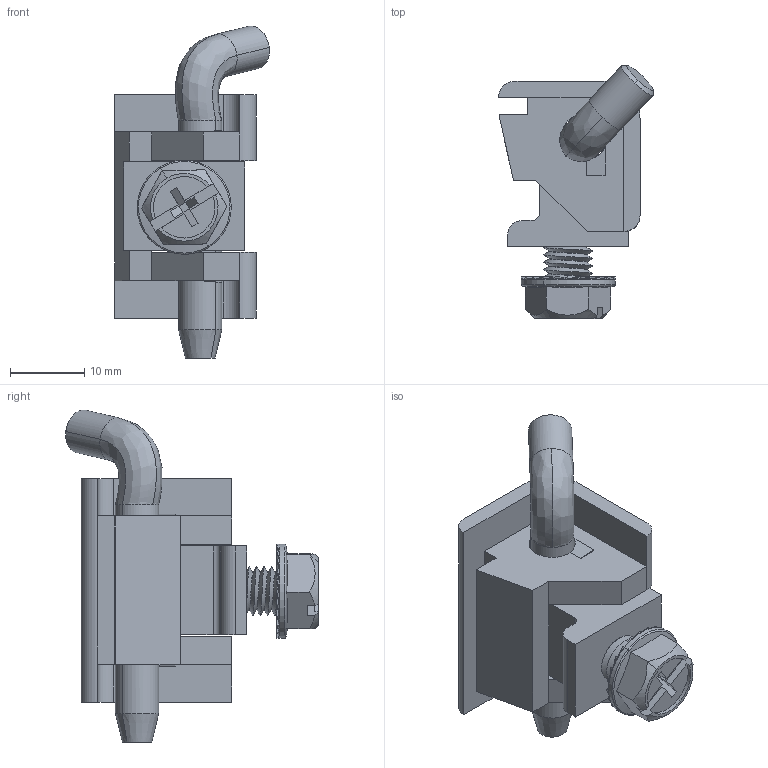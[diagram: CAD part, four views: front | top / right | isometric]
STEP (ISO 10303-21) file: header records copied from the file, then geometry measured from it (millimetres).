
FILE_DESCRIPTION (( 'STEP AP203' ), '1' );
FILE_NAME ('MG07.1.2.P20.STEP', '2019-12-17T04:57:02', ( '' ), ( '' ), 'SwSTEP 2.0', 'SolidWorks 2015', '' );
FILE_SCHEMA (( 'CONFIG_CONTROL_DESIGN' ));
Length unit declared in the file: millimetre
Products named in the file (5): MG07.1.2.P20; 1151200334-MG07 Menteþe Gövde Krom; 1152200332-MG07 Menteþe Kenar Parça20 Krom; 1209100038(M6x8 Kombi Vida)_sss; 1206100682-mg07-MG07 Menteþe Pimi Eðri Demir
Assembly tree (4 placements, depth 2):
  MG07.1.2.P20
    1151200334-MG07 Menteþe Gövde Krom
    1152200332-MG07 Menteþe Kenar Parça20 Krom
    1209100038(M6x8 Kombi Vida)_sss
    1206100682-mg07-MG07 Menteþe Pimi Eðri Demir
Bounding box: 20.89 x 34.11 x 44.81 mm (x, y, z)
Volume: 7942.4 mm3; surface area: 6465.7 mm2
Topology: 28 solids, 28 shells, 261 faces, 575 edges, 371 vertices
Faces by surface type: plane 142, bspline 55, cylinder 44, cone 16, torus 4
Entity records: 8813 total; most frequent: CARTESIAN_POINT 2911, ORIENTED_EDGE 1146, DIRECTION 968, EDGE_CURVE 573, VECTOR 398, LINE 398, VERTEX_POINT 371, AXIS2_PLACEMENT_3D 285
